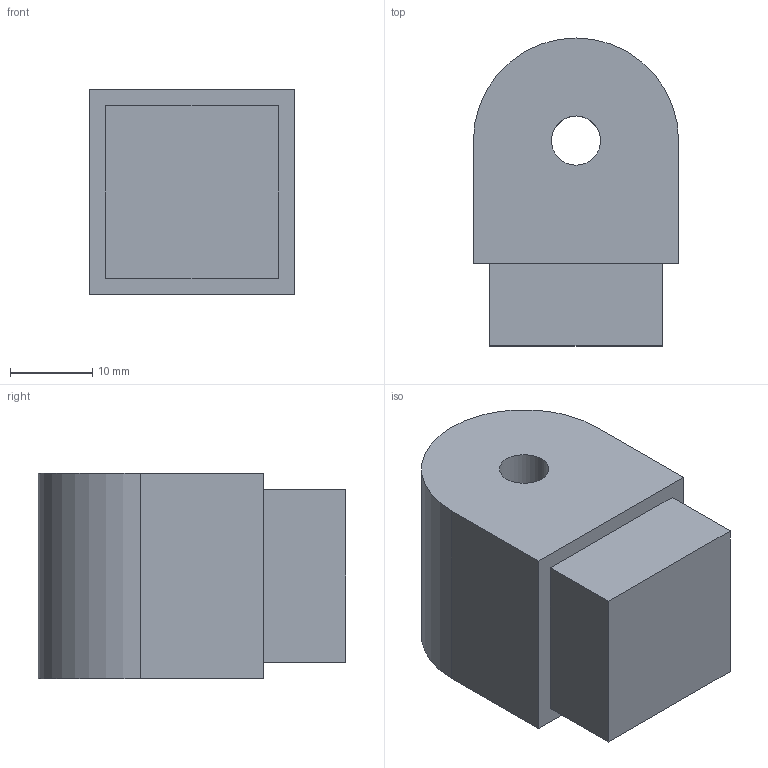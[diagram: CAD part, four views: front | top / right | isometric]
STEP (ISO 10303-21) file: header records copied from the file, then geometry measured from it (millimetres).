
FILE_DESCRIPTION(('FreeCAD Model'),'2;1');
FILE_NAME('remorque3.step' ,'2021-03-21T14:20:07',('Author'),(''), 'Open CASCADE STEP processor 7.3','FreeCAD','Unknown');
FILE_SCHEMA(('AUTOMOTIVE_DESIGN { 1 0 10303 214 1 1 1 1 }'));
Length unit declared in the file: millimetre
Products named in the file (1): Body
Bounding box: 25 x 37.5 x 25 mm (x, y, z)
Volume: 19214.1 mm3; surface area: 4852.3 mm2
Topology: 1 solids, 1 shells, 12 faces, 27 edges, 18 vertices
Faces by surface type: plane 10, cylinder 2
Full cylindrical faces by diameter (mm): 6 x1
Entity records: 714 total; most frequent: CARTESIAN_POINT 118, DIRECTION 110, LINE 73, VECTOR 73, ORIENTED_EDGE 54, PCURVE 54, DEFINITIONAL_REPRESENTATION 54, EDGE_CURVE 27
